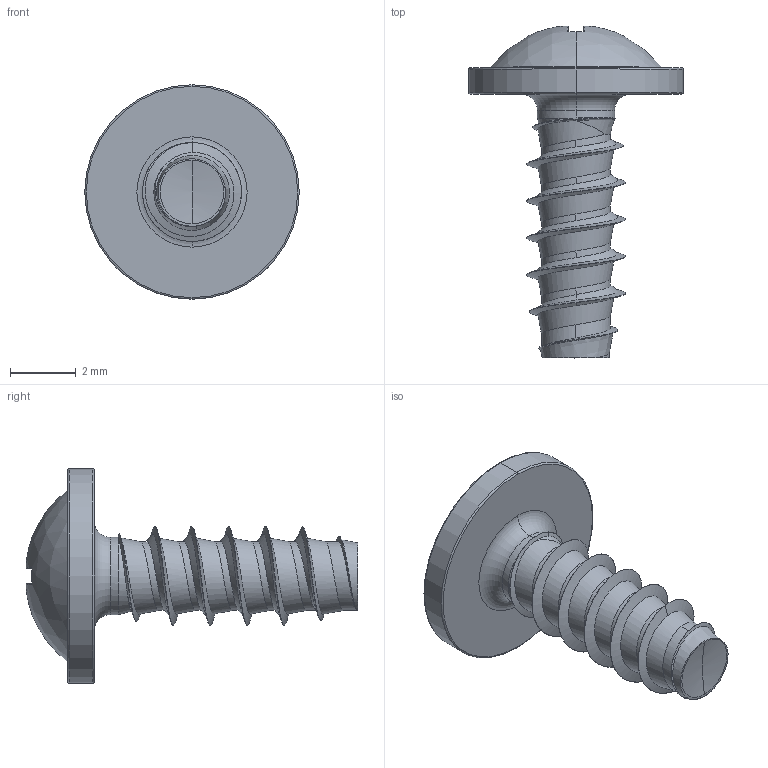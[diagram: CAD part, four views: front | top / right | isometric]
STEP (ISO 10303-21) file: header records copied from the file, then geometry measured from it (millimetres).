
FILE_DESCRIPTION (( 'STEP AP203' ), '1' );
FILE_NAME ('STP210300080.STEP', '2017-08-14T17:10:54', ( '' ), ( '' ), 'SwSTEP 2.0', 'SolidWorks 2015', '' );
FILE_SCHEMA (( 'CONFIG_CONTROL_DESIGN' ));
Length unit declared in the file: millimetre
Products named in the file (1): STP210300080
Bounding box: 6.5 x 10.06 x 6.5 mm (x, y, z)
Volume: 72 mm3; surface area: 174.6 mm2
Topology: 1 solids, 1 shells, 190 faces, 446 edges, 259 vertices
Faces by surface type: bspline 63, cylinder 38, plane 31, torus 30, sphere 20, cone 8
Entity records: 16340 total; most frequent: CARTESIAN_POINT 12437, ORIENTED_EDGE 888, DIRECTION 716, EDGE_CURVE 444, AXIS2_PLACEMENT_3D 321, VERTEX_POINT 259, EDGE_LOOP 193, CIRCLE 193
